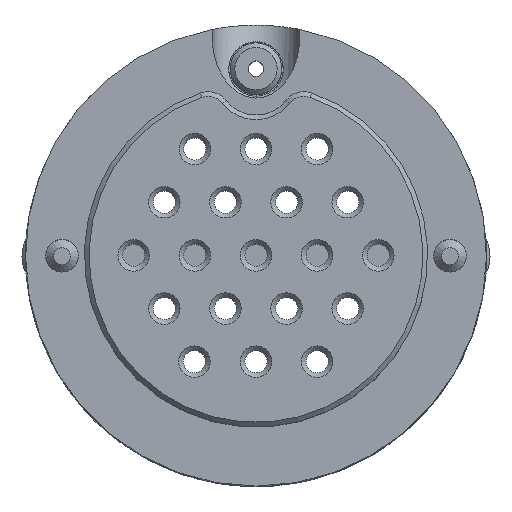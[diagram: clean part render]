
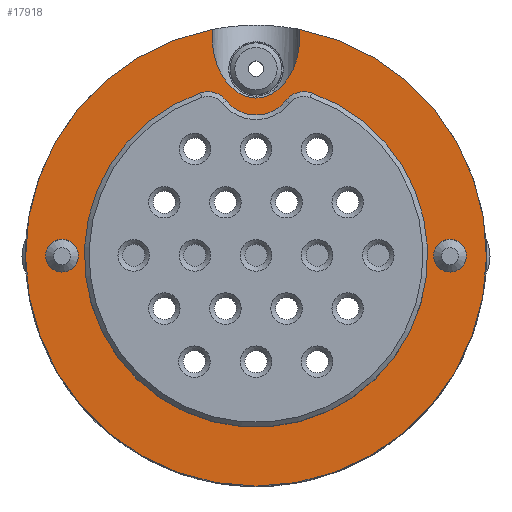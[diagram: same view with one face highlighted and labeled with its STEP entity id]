
A CAD part, top view. The second image highlights one B-rep face of the part: STEP entity #17918.
In plain terms, the highlighted planar face has unit normal (0, 0, 1).
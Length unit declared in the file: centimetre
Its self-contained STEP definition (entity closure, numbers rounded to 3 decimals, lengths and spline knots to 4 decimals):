
#210=ELLIPSE('',#33441,0.3359,0.2375);
#1959=CIRCLE('',#33455,0.2032);
#1960=CIRCLE('',#33457,0.127);
#2056=CIRCLE('',#33631,0.0889);
#2057=CIRCLE('',#33634,0.0889);
#2061=CIRCLE('',#33639,1.2446);
#2062=CIRCLE('',#33640,0.9271);
#2063=CIRCLE('',#33641,0.127);
#3756=VERTEX_POINT('',#31902);
#3757=VERTEX_POINT('',#31903);
#3767=VERTEX_POINT('',#31996);
#3768=VERTEX_POINT('',#31998);
#3769=VERTEX_POINT('',#32002);
#3865=VERTEX_POINT('',#32273);
#3866=VERTEX_POINT('',#32277);
#3873=VERTEX_POINT('',#32292);
#8778=EDGE_CURVE('',#3756,#3757,#210,.T.);
#8794=EDGE_CURVE('',#3768,#3767,#1959,.T.);
#8797=EDGE_CURVE('',#3769,#3767,#1960,.F.);
#8893=EDGE_CURVE('',#3865,#3865,#2056,.T.);
#8894=EDGE_CURVE('',#3866,#3866,#2057,.T.);
#8902=EDGE_CURVE('',#3757,#3756,#2061,.T.);
#8903=EDGE_CURVE('',#3769,#3873,#2062,.T.);
#8904=EDGE_CURVE('',#3768,#3873,#2063,.F.);
#13470=ORIENTED_EDGE('',*,*,#8778,.T.);
#13471=ORIENTED_EDGE('',*,*,#8902,.T.);
#13472=ORIENTED_EDGE('',*,*,#8893,.T.);
#13473=ORIENTED_EDGE('',*,*,#8894,.T.);
#13474=ORIENTED_EDGE('',*,*,#8797,.F.);
#13475=ORIENTED_EDGE('',*,*,#8903,.T.);
#13476=ORIENTED_EDGE('',*,*,#8904,.F.);
#13477=ORIENTED_EDGE('',*,*,#8794,.T.);
#15560=EDGE_LOOP('',(#13470,#13471));
#15561=EDGE_LOOP('',(#13472));
#15562=EDGE_LOOP('',(#13473));
#15563=EDGE_LOOP('',(#13474,#13475,#13476,#13477));
#16815=FACE_BOUND('',#15560,.T.);
#16816=FACE_BOUND('',#15561,.T.);
#16817=FACE_BOUND('',#15562,.T.);
#16818=FACE_BOUND('',#15563,.T.);
#17918=ADVANCED_FACE('',(#16815,#16816,#16817,#16818),#18333,.T.);
#18333=PLANE('',#33638);
#20457=DIRECTION('',(0.,0.,-1.));
#20458=DIRECTION('',(0.,0.336,0.));
#20490=DIRECTION('',(0.,0.,1.));
#20491=DIRECTION('',(0.203,0.,0.));
#20496=DIRECTION('',(0.,0.,-1.));
#20497=DIRECTION('',(-0.036,0.122,0.));
#20843=DIRECTION('',(0.,0.,-1.));
#20844=DIRECTION('',(0.089,0.,0.));
#20849=DIRECTION('',(0.,0.,-1.));
#20850=DIRECTION('',(0.089,0.,0.));
#20859=DIRECTION('',(0.,0.,1.));
#20860=DIRECTION('',(0.,0.,1.));
#20861=DIRECTION('',(1.245,0.,0.));
#20862=DIRECTION('',(0.,0.,-1.));
#20863=DIRECTION('',(0.927,0.,0.));
#20864=DIRECTION('',(0.,0.,-1.));
#20865=DIRECTION('',(0.036,0.122,0.));
#31901=CARTESIAN_POINT('',(1.143,1.1871,4.7329));
#31902=CARTESIAN_POINT('',(1.3792,1.222,4.7329));
#31903=CARTESIAN_POINT('',(0.9068,1.222,4.7329));
#31996=CARTESIAN_POINT('',(1.3026,0.8355,4.7329));
#31997=CARTESIAN_POINT('',(1.143,0.9613,4.7329));
#31998=CARTESIAN_POINT('',(0.9834,0.8355,4.7329));
#32002=CARTESIAN_POINT('',(1.4435,0.877,4.7329));
#32003=CARTESIAN_POINT('',(1.4024,0.7569,4.7329));
#32272=CARTESIAN_POINT('',(0.0953,0.,4.7329));
#32273=CARTESIAN_POINT('',(0.0064,0.,4.7329));
#32276=CARTESIAN_POINT('',(2.1908,0.,4.7329));
#32277=CARTESIAN_POINT('',(2.1019,0.,4.7329));
#32289=CARTESIAN_POINT('',(1.143,0.,4.7329));
#32290=CARTESIAN_POINT('',(1.143,0.,4.7329));
#32291=CARTESIAN_POINT('',(1.143,0.,4.7329));
#32292=CARTESIAN_POINT('',(0.8425,0.877,4.7329));
#32293=CARTESIAN_POINT('',(0.8836,0.7569,4.7329));
#33441=AXIS2_PLACEMENT_3D('',#31901,#20457,#20458);
#33455=AXIS2_PLACEMENT_3D('',#31997,#20490,#20491);
#33457=AXIS2_PLACEMENT_3D('',#32003,#20496,#20497);
#33631=AXIS2_PLACEMENT_3D('',#32272,#20843,#20844);
#33634=AXIS2_PLACEMENT_3D('',#32276,#20849,#20850);
#33638=AXIS2_PLACEMENT_3D('',#32289,#20859,$);
#33639=AXIS2_PLACEMENT_3D('',#32290,#20860,#20861);
#33640=AXIS2_PLACEMENT_3D('',#32291,#20862,#20863);
#33641=AXIS2_PLACEMENT_3D('',#32293,#20864,#20865);
